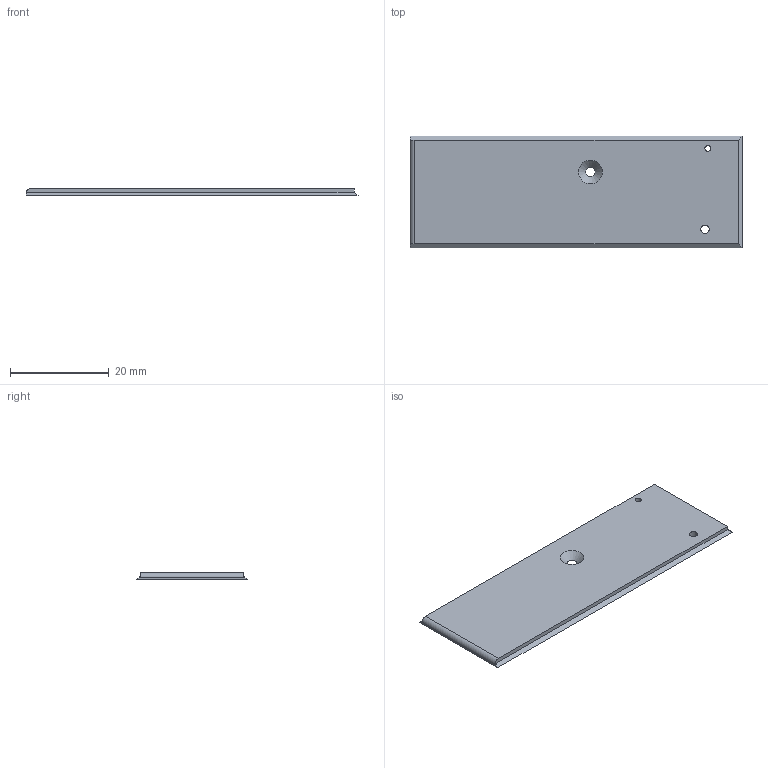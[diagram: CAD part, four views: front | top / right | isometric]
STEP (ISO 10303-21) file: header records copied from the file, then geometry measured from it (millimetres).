
FILE_DESCRIPTION(/* description */ (''),/* implementation_level */ '2;1');
FILE_NAME(/* name */ 'Lid.step',/* time_stamp */ '2020-02-23T10:06:44+01:00',/* author */ (''),/* organization */ (''),/* preprocessor_version */ 'ST-DEVELOPER v18',/* originating_system */ 'Autodesk Translation Framework v8.12.0.6',/* authorisation */ '');
FILE_SCHEMA (('AUTOMOTIVE_DESIGN { 1 0 10303 214 3 1 1 }'));
Length unit declared in the file: millimetre
Products named in the file (1): Lid
Bounding box: 67.2 x 22.5 x 1.4 mm (x, y, z)
Volume: 1957.3 mm3; surface area: 3204.2 mm2
Topology: 1 solids, 1 shells, 13 faces, 31 edges, 20 vertices
Faces by surface type: plane 9, cylinder 3, cone 1
Full cylindrical faces by diameter (mm): 1.2 x1, 1.7 x1
Entity records: 424 total; most frequent: DIRECTION 69, CARTESIAN_POINT 65, ORIENTED_EDGE 62, EDGE_CURVE 31, AXIS2_PLACEMENT_3D 24, LINE 21, VECTOR 21, VERTEX_POINT 20
